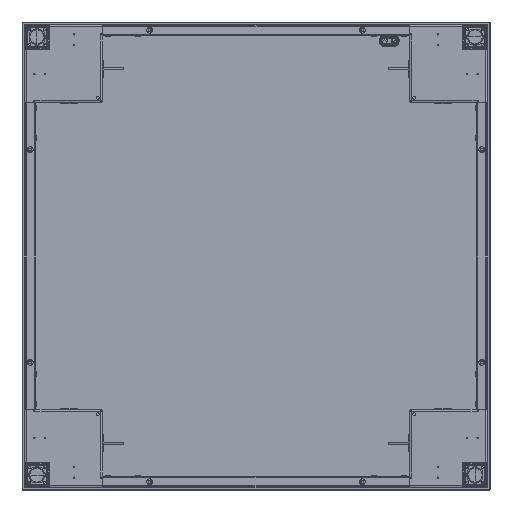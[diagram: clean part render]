
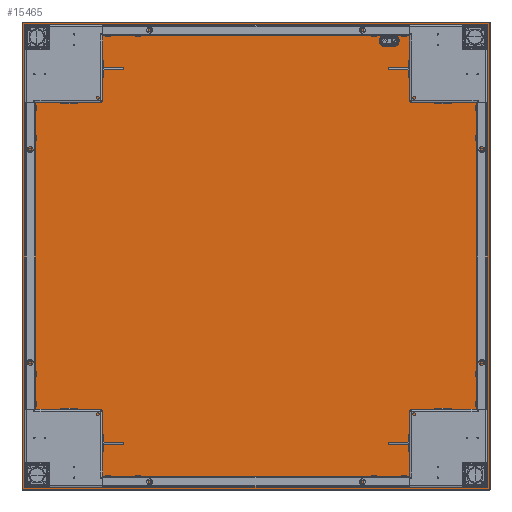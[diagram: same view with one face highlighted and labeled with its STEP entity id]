
A CAD part, front view. The second image highlights one B-rep face of the part: STEP entity #15465.
In plain terms, the highlighted planar face has unit normal (0, -1, 0).
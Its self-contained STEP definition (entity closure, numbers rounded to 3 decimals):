
#2959 = PLANE ( 'NONE',  #43605 ) ;
#6082 = VERTEX_POINT ( 'NONE', #26234 ) ;
#6345 = ORIENTED_EDGE ( 'NONE', *, *, #9363, .T. ) ;
#8738 = LINE ( 'NONE', #23298, #11610 ) ;
#8937 = LINE ( 'NONE', #28240, #11855 ) ;
#9363 = EDGE_CURVE ( 'NONE', #11598, #46186, #33727, .T. ) ;
#10040 = CARTESIAN_POINT ( 'NONE',  ( 549., 707.9, 549. ) ) ;
#11598 = VERTEX_POINT ( 'NONE', #22007 ) ;
#11610 = VECTOR ( 'NONE', #19765, 1000. ) ;
#11855 = VECTOR ( 'NONE', #24455, 1000. ) ;
#12447 = DIRECTION ( 'NONE',  ( 0., 1., 0. ) ) ;
#12822 = CARTESIAN_POINT ( 'NONE',  ( -549., 707.9, -549. ) ) ;
#15465 = ADVANCED_FACE ( 'NONE', ( #34049 ), #2959, .F. ) ;
#18065 = LINE ( 'NONE', #36639, #38102 ) ;
#18251 = CARTESIAN_POINT ( 'NONE',  ( 0., 707.9, 0. ) ) ;
#19765 = DIRECTION ( 'NONE',  ( -1., 0., 0. ) ) ;
#20020 = EDGE_LOOP ( 'NONE', ( #45573, #24705, #25798, #6345 ) ) ;
#20219 = DIRECTION ( 'NONE',  ( 0., 0., 1. ) ) ;
#21796 = VECTOR ( 'NONE', #40737, 1000. ) ;
#22007 = CARTESIAN_POINT ( 'NONE',  ( 549., 707.9, -549. ) ) ;
#23298 = CARTESIAN_POINT ( 'NONE',  ( 0., 707.9, 549. ) ) ;
#24455 = DIRECTION ( 'NONE',  ( 1., 0., 0. ) ) ;
#24705 = ORIENTED_EDGE ( 'NONE', *, *, #40086, .T. ) ;
#25441 = CARTESIAN_POINT ( 'NONE',  ( 549., 707.9, 0. ) ) ;
#25798 = ORIENTED_EDGE ( 'NONE', *, *, #43300, .T. ) ;
#26234 = CARTESIAN_POINT ( 'NONE',  ( -549., 707.9, 549. ) ) ;
#28240 = CARTESIAN_POINT ( 'NONE',  ( 0., 707.9, -549. ) ) ;
#29019 = EDGE_CURVE ( 'NONE', #46186, #6082, #8738, .T. ) ;
#33631 = DIRECTION ( 'NONE',  ( 0., 0., -1. ) ) ;
#33727 = LINE ( 'NONE', #25441, #21796 ) ;
#34049 = FACE_OUTER_BOUND ( 'NONE', #20020, .T. ) ;
#36429 = VERTEX_POINT ( 'NONE', #12822 ) ;
#36639 = CARTESIAN_POINT ( 'NONE',  ( -549., 707.9, 0. ) ) ;
#38102 = VECTOR ( 'NONE', #33631, 1000. ) ;
#40086 = EDGE_CURVE ( 'NONE', #6082, #36429, #18065, .T. ) ;
#40737 = DIRECTION ( 'NONE',  ( 0., 0., 1. ) ) ;
#43300 = EDGE_CURVE ( 'NONE', #36429, #11598, #8937, .T. ) ;
#43605 = AXIS2_PLACEMENT_3D ( 'NONE', #18251, #12447, #20219 ) ;
#45573 = ORIENTED_EDGE ( 'NONE', *, *, #29019, .T. ) ;
#46186 = VERTEX_POINT ( 'NONE', #10040 ) ;
